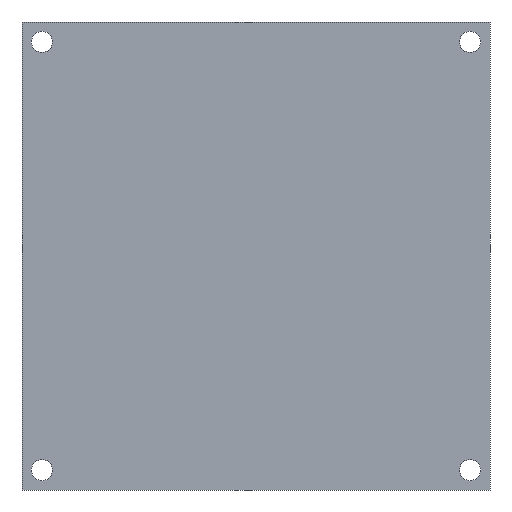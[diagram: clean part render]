
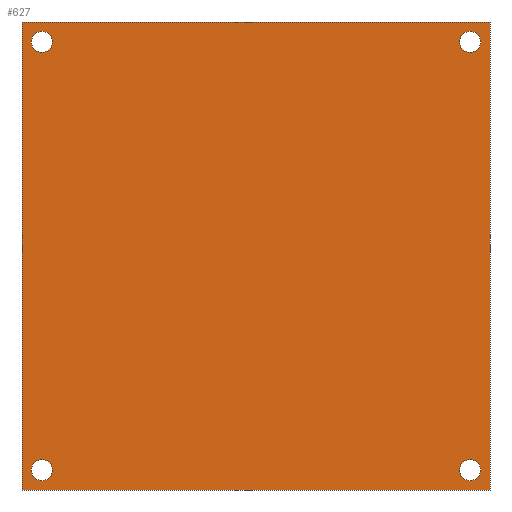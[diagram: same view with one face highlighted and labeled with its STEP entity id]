
A CAD part, front view. The second image highlights one B-rep face of the part: STEP entity #627.
In plain terms, the highlighted planar face has unit normal (0, -1, 0).
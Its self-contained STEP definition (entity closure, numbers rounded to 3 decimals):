
#36=FACE_BOUND('',#154,.T.);
#37=FACE_BOUND('',#155,.T.);
#38=FACE_BOUND('',#156,.T.);
#39=FACE_BOUND('',#157,.T.);
#72=CIRCLE('',#699,1.85);
#73=CIRCLE('',#701,1.85);
#74=CIRCLE('',#703,1.85);
#75=CIRCLE('',#705,1.85);
#113=FACE_OUTER_BOUND('',#153,.T.);
#153=EDGE_LOOP('',(#479,#480,#481,#482));
#154=EDGE_LOOP('',(#483));
#155=EDGE_LOOP('',(#484));
#156=EDGE_LOOP('',(#485));
#157=EDGE_LOOP('',(#486));
#196=LINE('',#1050,#236);
#198=LINE('',#1054,#238);
#200=LINE('',#1058,#240);
#202=LINE('',#1061,#242);
#236=VECTOR('',#847,10.);
#238=VECTOR('',#851,10.);
#240=VECTOR('',#855,10.);
#242=VECTOR('',#859,10.);
#295=VERTEX_POINT('',#1031);
#296=VERTEX_POINT('',#1035);
#297=VERTEX_POINT('',#1039);
#298=VERTEX_POINT('',#1043);
#299=VERTEX_POINT('',#1047);
#300=VERTEX_POINT('',#1049);
#301=VERTEX_POINT('',#1053);
#302=VERTEX_POINT('',#1057);
#359=EDGE_CURVE('',#295,#295,#72,.T.);
#361=EDGE_CURVE('',#296,#296,#73,.T.);
#363=EDGE_CURVE('',#297,#297,#74,.T.);
#365=EDGE_CURVE('',#298,#298,#75,.T.);
#368=EDGE_CURVE('',#300,#299,#196,.T.);
#370=EDGE_CURVE('',#301,#300,#198,.T.);
#372=EDGE_CURVE('',#302,#301,#200,.T.);
#374=EDGE_CURVE('',#299,#302,#202,.T.);
#479=ORIENTED_EDGE('',*,*,#374,.T.);
#480=ORIENTED_EDGE('',*,*,#372,.T.);
#481=ORIENTED_EDGE('',*,*,#370,.T.);
#482=ORIENTED_EDGE('',*,*,#368,.T.);
#483=ORIENTED_EDGE('',*,*,#365,.T.);
#484=ORIENTED_EDGE('',*,*,#363,.T.);
#485=ORIENTED_EDGE('',*,*,#361,.T.);
#486=ORIENTED_EDGE('',*,*,#359,.T.);
#604=PLANE('',#710);
#627=ADVANCED_FACE('',(#113,#36,#37,#38,#39),#604,.T.);
#699=AXIS2_PLACEMENT_3D('',#1032,#826,#827);
#701=AXIS2_PLACEMENT_3D('',#1036,#831,#832);
#703=AXIS2_PLACEMENT_3D('',#1040,#836,#837);
#705=AXIS2_PLACEMENT_3D('',#1044,#841,#842);
#710=AXIS2_PLACEMENT_3D('',#1062,#860,#861);
#826=DIRECTION('center_axis',(0.,1.,0.));
#827=DIRECTION('ref_axis',(-1.,0.,0.));
#831=DIRECTION('center_axis',(0.,1.,0.));
#832=DIRECTION('ref_axis',(-1.,0.,0.));
#836=DIRECTION('center_axis',(0.,1.,0.));
#837=DIRECTION('ref_axis',(-1.,0.,0.));
#841=DIRECTION('center_axis',(0.,1.,0.));
#842=DIRECTION('ref_axis',(-1.,0.,0.));
#847=DIRECTION('',(1.,0.,0.));
#851=DIRECTION('',(0.,0.,-1.));
#855=DIRECTION('',(-1.,0.,0.));
#859=DIRECTION('',(0.,0.,1.));
#860=DIRECTION('center_axis',(0.,-1.,0.));
#861=DIRECTION('ref_axis',(0.,0.,-1.));
#1031=CARTESIAN_POINT('',(-35.65,-3.,37.5));
#1032=CARTESIAN_POINT('Origin',(-37.5,-3.,37.5));
#1035=CARTESIAN_POINT('',(-35.65,-3.,-37.5));
#1036=CARTESIAN_POINT('Origin',(-37.5,-3.,-37.5));
#1039=CARTESIAN_POINT('',(39.35,-3.,-37.5));
#1040=CARTESIAN_POINT('Origin',(37.5,-3.,-37.5));
#1043=CARTESIAN_POINT('',(39.35,-3.,37.5));
#1044=CARTESIAN_POINT('Origin',(37.5,-3.,37.5));
#1047=CARTESIAN_POINT('',(41.,-3.,-41.));
#1049=CARTESIAN_POINT('',(-41.,-3.,-41.));
#1050=CARTESIAN_POINT('',(-41.,-3.,-41.));
#1053=CARTESIAN_POINT('',(-41.,-3.,41.));
#1054=CARTESIAN_POINT('',(-41.,-3.,41.));
#1057=CARTESIAN_POINT('',(41.,-3.,41.));
#1058=CARTESIAN_POINT('',(41.,-3.,41.));
#1061=CARTESIAN_POINT('',(41.,-3.,-41.));
#1062=CARTESIAN_POINT('Origin',(0.,-3.,0.));
